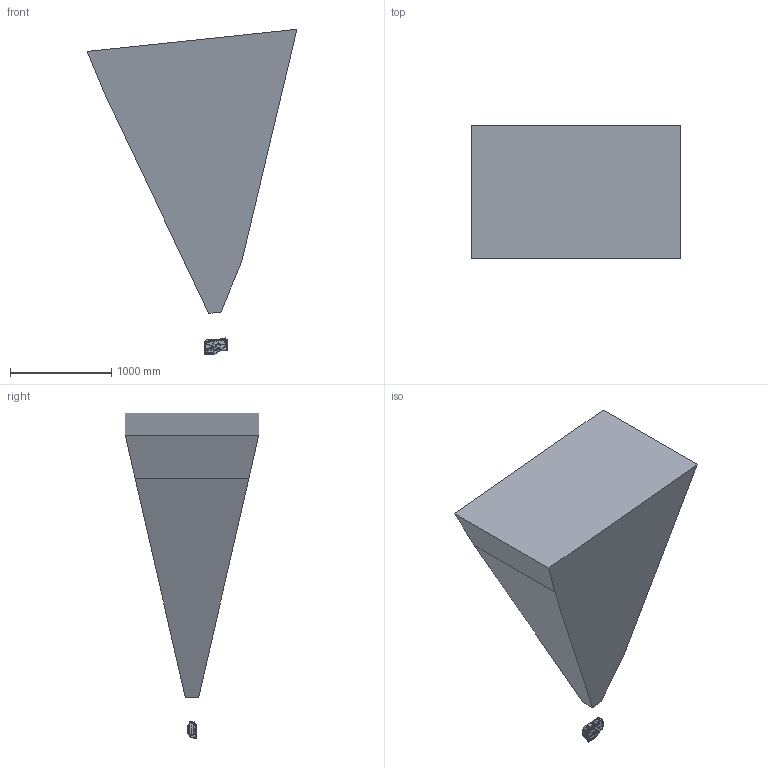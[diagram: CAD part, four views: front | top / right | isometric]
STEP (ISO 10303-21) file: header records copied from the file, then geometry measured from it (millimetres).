
FILE_DESCRIPTION (( 'STEP AP214' ), '1' );
FILE_NAME ('Zivid OnePlus for Web Large FOV.STEP', '2019-09-23T08:52:17', ( '' ), ( '' ), 'SwSTEP 2.0', 'SolidWorks 2019', '' );
FILE_SCHEMA (( 'AUTOMOTIVE_DESIGN' ));
Length unit declared in the file: millimetre
Products named in the file (3): Zivid OnePlus for Web Large FOV; Zivid OnePlus Large FOV; Zivid One Plus Assembly for Web
Assembly tree (2 placements, depth 2):
  Zivid OnePlus for Web Large FOV
    Zivid One Plus Assembly for Web
    Zivid OnePlus Large FOV
Bounding box: 2072.55 x 1317.02 x 3213.49 mm (x, y, z)
Volume: 2763359669 mm3; surface area: 13577352.4 mm2
Topology: 9 solids, 9 shells, 4451 faces, 11469 edges, 7025 vertices
Faces by surface type: cylinder 1394, plane 1269, bspline 1200, cone 287, torus 214, sphere 87
Entity records: 247601 total; most frequent: CARTESIAN_POINT 100795, ORIENTED_EDGE 22850, DIRECTION 17510, EDGE_CURVE 11425, VERTEX_POINT 7018, AXIS2_PLACEMENT_3D 6367, LINE 4776, VECTOR 4776
